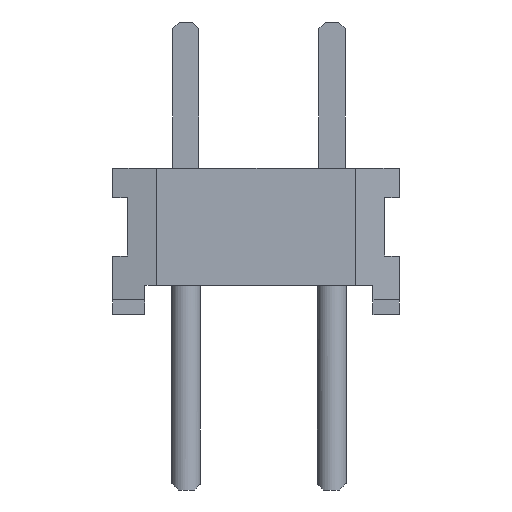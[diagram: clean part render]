
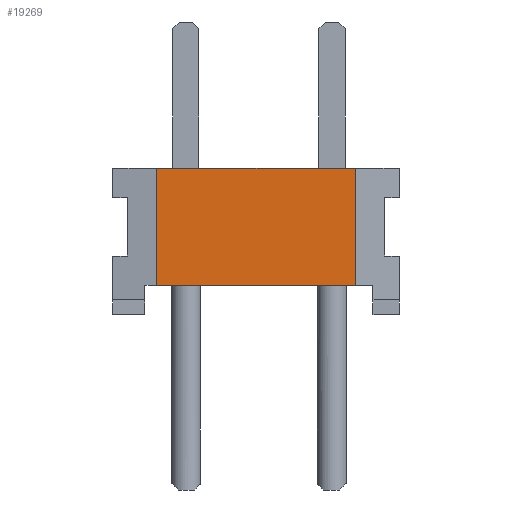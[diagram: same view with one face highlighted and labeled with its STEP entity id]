
A CAD part, left-side view. The second image highlights one B-rep face of the part: STEP entity #19269.
In plain terms, the highlighted planar face has unit normal (-1, 0, 0).
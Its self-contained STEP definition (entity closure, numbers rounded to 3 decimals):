
#19269 = ADVANCED_FACE('',(#19270),#19304,.F.);
#19270 = FACE_BOUND('',#19271,.T.);
#19271 = EDGE_LOOP('',(#19272,#19282,#19290,#19298));
#19272 = ORIENTED_EDGE('',*,*,#19273,.F.);
#19273 = EDGE_CURVE('',#19274,#19276,#19278,.T.);
#19274 = VERTEX_POINT('',#19275);
#19275 = CARTESIAN_POINT('',(-21.59,1.778,2.54));
#19276 = VERTEX_POINT('',#19277);
#19277 = CARTESIAN_POINT('',(-21.59,-1.676,2.54));
#19278 = LINE('',#19279,#19280);
#19279 = CARTESIAN_POINT('',(-21.59,2.54,2.54));
#19280 = VECTOR('',#19281,1.);
#19281 = DIRECTION('',(0.,-1.,0.));
#19282 = ORIENTED_EDGE('',*,*,#19283,.T.);
#19283 = EDGE_CURVE('',#19274,#19284,#19286,.T.);
#19284 = VERTEX_POINT('',#19285);
#19285 = CARTESIAN_POINT('',(-21.59,1.778,0.508));
#19286 = LINE('',#19287,#19288);
#19287 = CARTESIAN_POINT('',(-21.59,1.778,2.54));
#19288 = VECTOR('',#19289,1.);
#19289 = DIRECTION('',(0.,0.,-1.));
#19290 = ORIENTED_EDGE('',*,*,#19291,.T.);
#19291 = EDGE_CURVE('',#19284,#19292,#19294,.T.);
#19292 = VERTEX_POINT('',#19293);
#19293 = CARTESIAN_POINT('',(-21.59,-1.676,0.508));
#19294 = LINE('',#19295,#19296);
#19295 = CARTESIAN_POINT('',(-21.59,1.981,0.508));
#19296 = VECTOR('',#19297,1.);
#19297 = DIRECTION('',(0.,-1.,0.));
#19298 = ORIENTED_EDGE('',*,*,#19299,.T.);
#19299 = EDGE_CURVE('',#19292,#19276,#19300,.T.);
#19300 = LINE('',#19301,#19302);
#19301 = CARTESIAN_POINT('',(-21.59,-1.676,2.54));
#19302 = VECTOR('',#19303,1.);
#19303 = DIRECTION('',(0.,0.,1.));
#19304 = PLANE('',#19305);
#19305 = AXIS2_PLACEMENT_3D('',#19306,#19307,#19308);
#19306 = CARTESIAN_POINT('',(-21.59,2.54,2.54));
#19307 = DIRECTION('',(1.,0.,0.));
#19308 = DIRECTION('',(0.,1.,0.));
